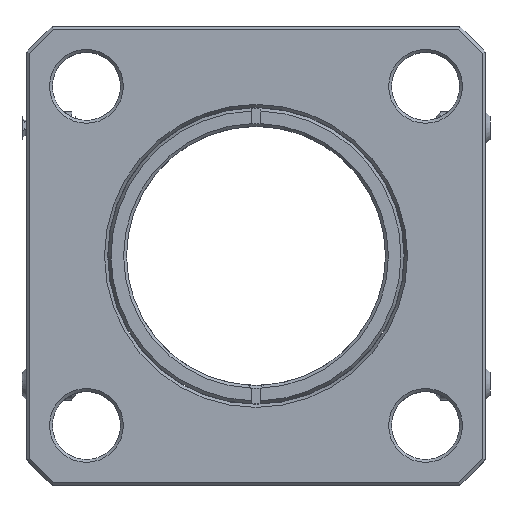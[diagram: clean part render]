
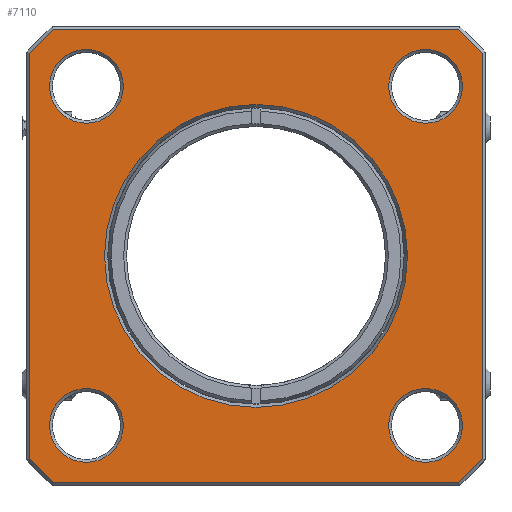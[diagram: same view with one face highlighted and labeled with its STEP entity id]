
A CAD part, top view. The second image highlights one B-rep face of the part: STEP entity #7110.
In plain terms, the highlighted planar face has unit normal (0, 0, 1).
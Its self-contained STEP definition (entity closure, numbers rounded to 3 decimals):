
#142=PLANE('',#7587);
#399=FACE_BOUND('',#1146,.T.);
#400=FACE_BOUND('',#1147,.T.);
#401=FACE_BOUND('',#1148,.T.);
#402=FACE_BOUND('',#1149,.T.);
#403=FACE_BOUND('',#1150,.T.);
#719=FACE_OUTER_BOUND('',#1145,.T.);
#1145=EDGE_LOOP('',(#5053,#5054,#5055,#5056,#5057,#5058,#5059,#5060));
#1146=EDGE_LOOP('',(#5061));
#1147=EDGE_LOOP('',(#5062));
#1148=EDGE_LOOP('',(#5063));
#1149=EDGE_LOOP('',(#5064));
#1150=EDGE_LOOP('',(#5065));
#1688=LINE('',#10556,#2389);
#1689=LINE('',#10558,#2390);
#1690=LINE('',#10560,#2391);
#1691=LINE('',#10562,#2392);
#1692=LINE('',#10564,#2393);
#1693=LINE('',#10566,#2394);
#1694=LINE('',#10568,#2395);
#1695=LINE('',#10569,#2396);
#2389=VECTOR('',#8239,1000.);
#2390=VECTOR('',#8240,1000.);
#2391=VECTOR('',#8241,1000.);
#2392=VECTOR('',#8242,1000.);
#2393=VECTOR('',#8243,1000.);
#2394=VECTOR('',#8244,1000.);
#2395=VECTOR('',#8245,1000.);
#2396=VECTOR('',#8246,1000.);
#2938=CIRCLE('',#7499,13.399);
#2944=CIRCLE('',#7508,3.264);
#2946=CIRCLE('',#7511,3.264);
#2948=CIRCLE('',#7514,3.264);
#2950=CIRCLE('',#7517,3.264);
#3032=VERTEX_POINT('',#9389);
#3038=VERTEX_POINT('',#9407);
#3040=VERTEX_POINT('',#9413);
#3042=VERTEX_POINT('',#9419);
#3044=VERTEX_POINT('',#9425);
#3268=VERTEX_POINT('',#10554);
#3269=VERTEX_POINT('',#10555);
#3270=VERTEX_POINT('',#10557);
#3271=VERTEX_POINT('',#10559);
#3272=VERTEX_POINT('',#10561);
#3273=VERTEX_POINT('',#10563);
#3274=VERTEX_POINT('',#10565);
#3275=VERTEX_POINT('',#10567);
#3692=EDGE_CURVE('',#3032,#3032,#2938,.T.);
#3701=EDGE_CURVE('',#3038,#3038,#2944,.T.);
#3704=EDGE_CURVE('',#3040,#3040,#2946,.T.);
#3707=EDGE_CURVE('',#3042,#3042,#2948,.T.);
#3710=EDGE_CURVE('',#3044,#3044,#2950,.T.);
#3964=EDGE_CURVE('',#3268,#3269,#1688,.T.);
#3965=EDGE_CURVE('',#3269,#3270,#1689,.T.);
#3966=EDGE_CURVE('',#3270,#3271,#1690,.T.);
#3967=EDGE_CURVE('',#3271,#3272,#1691,.T.);
#3968=EDGE_CURVE('',#3272,#3273,#1692,.T.);
#3969=EDGE_CURVE('',#3273,#3274,#1693,.T.);
#3970=EDGE_CURVE('',#3274,#3275,#1694,.T.);
#3971=EDGE_CURVE('',#3275,#3268,#1695,.T.);
#5053=ORIENTED_EDGE('',*,*,#3964,.T.);
#5054=ORIENTED_EDGE('',*,*,#3965,.T.);
#5055=ORIENTED_EDGE('',*,*,#3966,.T.);
#5056=ORIENTED_EDGE('',*,*,#3967,.T.);
#5057=ORIENTED_EDGE('',*,*,#3968,.T.);
#5058=ORIENTED_EDGE('',*,*,#3969,.T.);
#5059=ORIENTED_EDGE('',*,*,#3970,.T.);
#5060=ORIENTED_EDGE('',*,*,#3971,.T.);
#5061=ORIENTED_EDGE('',*,*,#3710,.T.);
#5062=ORIENTED_EDGE('',*,*,#3707,.T.);
#5063=ORIENTED_EDGE('',*,*,#3704,.T.);
#5064=ORIENTED_EDGE('',*,*,#3701,.T.);
#5065=ORIENTED_EDGE('',*,*,#3692,.T.);
#7110=ADVANCED_FACE('',(#719,#399,#400,#401,#402,#403),#142,.T.);
#7499=AXIS2_PLACEMENT_3D('',#9391,#7907,#7908);
#7508=AXIS2_PLACEMENT_3D('',#9409,#7928,#7929);
#7511=AXIS2_PLACEMENT_3D('',#9415,#7935,#7936);
#7514=AXIS2_PLACEMENT_3D('',#9421,#7942,#7943);
#7517=AXIS2_PLACEMENT_3D('',#9427,#7949,#7950);
#7587=AXIS2_PLACEMENT_3D('',#10553,#8237,#8238);
#7907=DIRECTION('center_axis',(0.,0.,-1.));
#7908=DIRECTION('ref_axis',(1.,0.,0.));
#7928=DIRECTION('center_axis',(0.,0.,-1.));
#7929=DIRECTION('ref_axis',(1.,0.,0.));
#7935=DIRECTION('center_axis',(0.,0.,-1.));
#7936=DIRECTION('ref_axis',(1.,0.,0.));
#7942=DIRECTION('center_axis',(0.,0.,-1.));
#7943=DIRECTION('ref_axis',(1.,0.,0.));
#7949=DIRECTION('center_axis',(0.,0.,-1.));
#7950=DIRECTION('ref_axis',(1.,0.,0.));
#8237=DIRECTION('center_axis',(0.,0.,1.));
#8238=DIRECTION('ref_axis',(1.,0.,0.));
#8239=DIRECTION('',(0.,1.,0.));
#8240=DIRECTION('',(-0.707,0.707,0.));
#8241=DIRECTION('',(-1.,0.,0.));
#8242=DIRECTION('',(-0.707,-0.707,0.));
#8243=DIRECTION('',(0.,-1.,0.));
#8244=DIRECTION('',(0.707,-0.707,0.));
#8245=DIRECTION('',(1.,0.,0.));
#8246=DIRECTION('',(0.707,0.707,0.));
#9389=CARTESIAN_POINT('',(-13.399,0.,4.445));
#9391=CARTESIAN_POINT('Origin',(0.,0.,
4.445));
#9407=CARTESIAN_POINT('',(11.736,-15.,4.445));
#9409=CARTESIAN_POINT('Origin',(15.,-15.,4.445));
#9413=CARTESIAN_POINT('',(-18.264,-15.,4.445));
#9415=CARTESIAN_POINT('Origin',(-15.,-15.,4.445));
#9419=CARTESIAN_POINT('',(11.736,15.,4.445));
#9421=CARTESIAN_POINT('Origin',(15.,15.,4.445));
#9425=CARTESIAN_POINT('',(-18.264,15.,4.445));
#9427=CARTESIAN_POINT('Origin',(-15.,15.,4.445));
#10553=CARTESIAN_POINT('Origin',(0.,-44.845,
4.445));
#10554=CARTESIAN_POINT('',(20.066,-17.929,4.445));
#10555=CARTESIAN_POINT('',(20.066,17.929,4.445));
#10556=CARTESIAN_POINT('',(20.066,-44.845,4.445));
#10557=CARTESIAN_POINT('',(17.929,20.066,4.445));
#10558=CARTESIAN_POINT('',(41.42,-3.425,4.445));
#10559=CARTESIAN_POINT('',(-17.929,20.066,4.445));
#10560=CARTESIAN_POINT('',(0.,20.066,4.445));
#10561=CARTESIAN_POINT('',(-20.066,17.929,4.445));
#10562=CARTESIAN_POINT('',(-41.42,-3.425,4.445));
#10563=CARTESIAN_POINT('',(-20.066,-17.929,4.445));
#10564=CARTESIAN_POINT('',(-20.066,-18.034,4.445));
#10565=CARTESIAN_POINT('',(-17.929,-20.066,4.445));
#10566=CARTESIAN_POINT('',(-17.854,-20.14,4.445));
#10567=CARTESIAN_POINT('',(17.929,-20.066,4.445));
#10568=CARTESIAN_POINT('',(18.034,-20.066,4.445));
#10569=CARTESIAN_POINT('',(20.14,-17.854,4.445));
